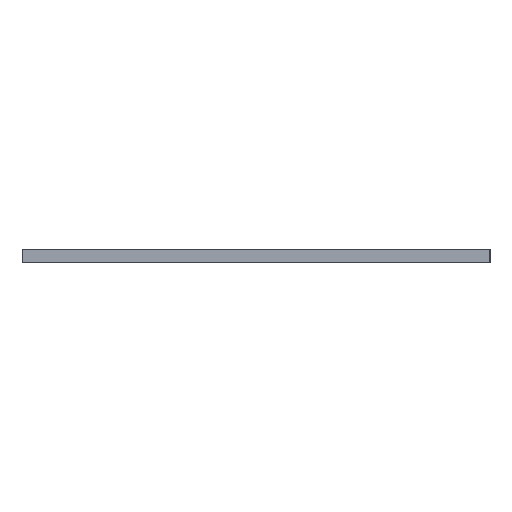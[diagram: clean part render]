
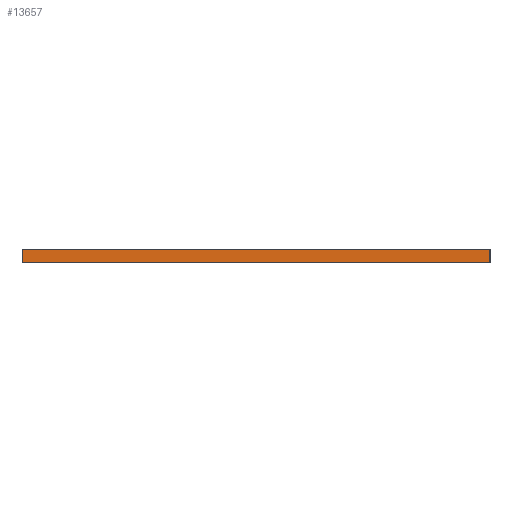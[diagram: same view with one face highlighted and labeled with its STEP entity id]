
A CAD part, left-side view. The second image highlights one B-rep face of the part: STEP entity #13657.
In plain terms, the highlighted planar face has unit normal (-1, 0, 0).
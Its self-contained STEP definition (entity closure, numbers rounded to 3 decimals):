
#83 = PLANE('',#84);
#84 = AXIS2_PLACEMENT_3D('',#85,#86,#87);
#85 = CARTESIAN_POINT('',(0.096,-0.353,1.6));
#86 = DIRECTION('',(-0.,-0.,-1.));
#87 = DIRECTION('',(-1.,0.,0.));
#111 = PLANE('',#112);
#112 = AXIS2_PLACEMENT_3D('',#113,#114,#115);
#113 = CARTESIAN_POINT('',(40.5,-28.75,0.));
#114 = DIRECTION('',(0.,-1.,0.));
#115 = DIRECTION('',(-1.,0.,0.));
#137 = PLANE('',#138);
#138 = AXIS2_PLACEMENT_3D('',#139,#140,#141);
#139 = CARTESIAN_POINT('',(0.096,-0.353,0.));
#140 = DIRECTION('',(-0.,-0.,-1.));
#141 = DIRECTION('',(-1.,0.,0.));
#230 = VERTEX_POINT('',#231);
#231 = CARTESIAN_POINT('',(-64.,-28.75,1.6));
#252 = EDGE_CURVE('',#253,#230,#255,.T.);
#253 = VERTEX_POINT('',#254);
#254 = CARTESIAN_POINT('',(-64.,-28.75,0.));
#255 = SURFACE_CURVE('',#256,(#260,#267),.PCURVE_S1.);
#256 = LINE('',#257,#258);
#257 = CARTESIAN_POINT('',(-64.,-28.75,0.));
#258 = VECTOR('',#259,1.);
#259 = DIRECTION('',(0.,0.,1.));
#260 = PCURVE('',#111,#261);
#261 = DEFINITIONAL_REPRESENTATION('',(#262),#266);
#262 = LINE('',#263,#264);
#263 = CARTESIAN_POINT('',(104.5,0.));
#264 = VECTOR('',#265,1.);
#265 = DIRECTION('',(0.,-1.));
#266 = ( GEOMETRIC_REPRESENTATION_CONTEXT(2) 
PARAMETRIC_REPRESENTATION_CONTEXT() REPRESENTATION_CONTEXT('2D SPACE',''
  ) );
#267 = PCURVE('',#268,#273);
#268 = PLANE('',#269);
#269 = AXIS2_PLACEMENT_3D('',#270,#271,#272);
#270 = CARTESIAN_POINT('',(-64.,-28.75,0.));
#271 = DIRECTION('',(-1.,0.,0.));
#272 = DIRECTION('',(0.,1.,0.));
#273 = DEFINITIONAL_REPRESENTATION('',(#274),#278);
#274 = LINE('',#275,#276);
#275 = CARTESIAN_POINT('',(0.,0.));
#276 = VECTOR('',#277,1.);
#277 = DIRECTION('',(0.,-1.));
#278 = ( GEOMETRIC_REPRESENTATION_CONTEXT(2) 
PARAMETRIC_REPRESENTATION_CONTEXT() REPRESENTATION_CONTEXT('2D SPACE',''
  ) );
#306 = EDGE_CURVE('',#253,#307,#309,.T.);
#307 = VERTEX_POINT('',#308);
#308 = CARTESIAN_POINT('',(-64.,28.75,0.));
#309 = SURFACE_CURVE('',#310,(#314,#321),.PCURVE_S1.);
#310 = LINE('',#311,#312);
#311 = CARTESIAN_POINT('',(-64.,-28.75,0.));
#312 = VECTOR('',#313,1.);
#313 = DIRECTION('',(0.,1.,0.));
#314 = PCURVE('',#137,#315);
#315 = DEFINITIONAL_REPRESENTATION('',(#316),#320);
#316 = LINE('',#317,#318);
#317 = CARTESIAN_POINT('',(64.096,-28.397));
#318 = VECTOR('',#319,1.);
#319 = DIRECTION('',(0.,1.));
#320 = ( GEOMETRIC_REPRESENTATION_CONTEXT(2) 
PARAMETRIC_REPRESENTATION_CONTEXT() REPRESENTATION_CONTEXT('2D SPACE',''
  ) );
#321 = PCURVE('',#268,#322);
#322 = DEFINITIONAL_REPRESENTATION('',(#323),#327);
#323 = LINE('',#324,#325);
#324 = CARTESIAN_POINT('',(0.,0.));
#325 = VECTOR('',#326,1.);
#326 = DIRECTION('',(1.,0.));
#327 = ( GEOMETRIC_REPRESENTATION_CONTEXT(2) 
PARAMETRIC_REPRESENTATION_CONTEXT() REPRESENTATION_CONTEXT('2D SPACE',''
  ) );
#345 = PLANE('',#346);
#346 = AXIS2_PLACEMENT_3D('',#347,#348,#349);
#347 = CARTESIAN_POINT('',(-64.,28.75,0.));
#348 = DIRECTION('',(0.,1.,0.));
#349 = DIRECTION('',(1.,0.,0.));
#7486 = EDGE_CURVE('',#230,#7487,#7489,.T.);
#7487 = VERTEX_POINT('',#7488);
#7488 = CARTESIAN_POINT('',(-64.,28.75,1.6));
#7489 = SURFACE_CURVE('',#7490,(#7494,#7501),.PCURVE_S1.);
#7490 = LINE('',#7491,#7492);
#7491 = CARTESIAN_POINT('',(-64.,-28.75,1.6));
#7492 = VECTOR('',#7493,1.);
#7493 = DIRECTION('',(0.,1.,0.));
#7494 = PCURVE('',#83,#7495);
#7495 = DEFINITIONAL_REPRESENTATION('',(#7496),#7500);
#7496 = LINE('',#7497,#7498);
#7497 = CARTESIAN_POINT('',(64.096,-28.397));
#7498 = VECTOR('',#7499,1.);
#7499 = DIRECTION('',(0.,1.));
#7500 = ( GEOMETRIC_REPRESENTATION_CONTEXT(2) 
PARAMETRIC_REPRESENTATION_CONTEXT() REPRESENTATION_CONTEXT('2D SPACE',''
  ) );
#7501 = PCURVE('',#268,#7502);
#7502 = DEFINITIONAL_REPRESENTATION('',(#7503),#7507);
#7503 = LINE('',#7504,#7505);
#7504 = CARTESIAN_POINT('',(0.,-1.6));
#7505 = VECTOR('',#7506,1.);
#7506 = DIRECTION('',(1.,0.));
#7507 = ( GEOMETRIC_REPRESENTATION_CONTEXT(2) 
PARAMETRIC_REPRESENTATION_CONTEXT() REPRESENTATION_CONTEXT('2D SPACE',''
  ) );
#13657 = ADVANCED_FACE('',(#13658),#268,.T.);
#13658 = FACE_BOUND('',#13659,.T.);
#13659 = EDGE_LOOP('',(#13660,#13661,#13662,#13683));
#13660 = ORIENTED_EDGE('',*,*,#252,.T.);
#13661 = ORIENTED_EDGE('',*,*,#7486,.T.);
#13662 = ORIENTED_EDGE('',*,*,#13663,.F.);
#13663 = EDGE_CURVE('',#307,#7487,#13664,.T.);
#13664 = SURFACE_CURVE('',#13665,(#13669,#13676),.PCURVE_S1.);
#13665 = LINE('',#13666,#13667);
#13666 = CARTESIAN_POINT('',(-64.,28.75,0.));
#13667 = VECTOR('',#13668,1.);
#13668 = DIRECTION('',(0.,0.,1.));
#13669 = PCURVE('',#268,#13670);
#13670 = DEFINITIONAL_REPRESENTATION('',(#13671),#13675);
#13671 = LINE('',#13672,#13673);
#13672 = CARTESIAN_POINT('',(57.5,0.));
#13673 = VECTOR('',#13674,1.);
#13674 = DIRECTION('',(0.,-1.));
#13675 = ( GEOMETRIC_REPRESENTATION_CONTEXT(2) 
PARAMETRIC_REPRESENTATION_CONTEXT() REPRESENTATION_CONTEXT('2D SPACE',''
  ) );
#13676 = PCURVE('',#345,#13677);
#13677 = DEFINITIONAL_REPRESENTATION('',(#13678),#13682);
#13678 = LINE('',#13679,#13680);
#13679 = CARTESIAN_POINT('',(0.,0.));
#13680 = VECTOR('',#13681,1.);
#13681 = DIRECTION('',(0.,-1.));
#13682 = ( GEOMETRIC_REPRESENTATION_CONTEXT(2) 
PARAMETRIC_REPRESENTATION_CONTEXT() REPRESENTATION_CONTEXT('2D SPACE',''
  ) );
#13683 = ORIENTED_EDGE('',*,*,#306,.F.);
